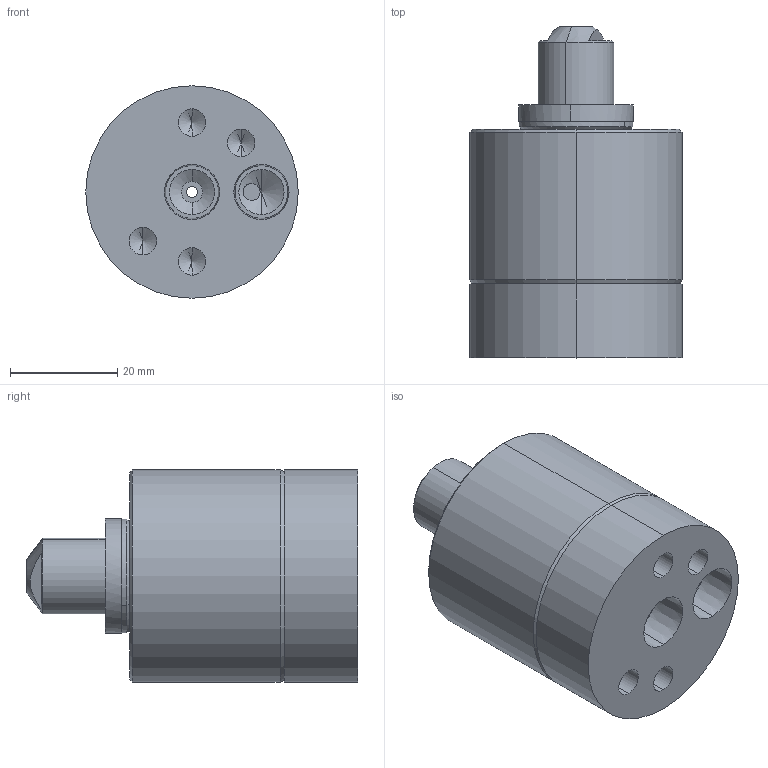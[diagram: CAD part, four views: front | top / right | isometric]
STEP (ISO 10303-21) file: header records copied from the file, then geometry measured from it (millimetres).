
FILE_DESCRIPTION (( 'STEP AP214' ), '1' );
FILE_NAME ('CTSC-002171.STEP', '2025-01-02T18:06:07', ( '' ), ( '' ), 'SwSTEP 2.0', 'SolidWorks 2023', '' );
FILE_SCHEMA (( 'AUTOMOTIVE_DESIGN' ));
Length unit declared in the file: inch
Products named in the file (1): CTSC-002171
Bounding box: 39.62 x 61.9 x 39.62 mm (x, y, z)
Volume: 52973.3 mm3; surface area: 12223.8 mm2
Topology: 1 solids, 3 shells, 90 faces, 193 edges, 115 vertices
Faces by surface type: cylinder 37, cone 28, plane 23, torus 2
Entity records: 3383 total; most frequent: CARTESIAN_POINT 499, DIRECTION 459, ORIENTED_EDGE 366, AXIS2_PLACEMENT_3D 191, EDGE_CURVE 183, VERTEX_POINT 115, EDGE_LOOP 112, CIRCLE 100
